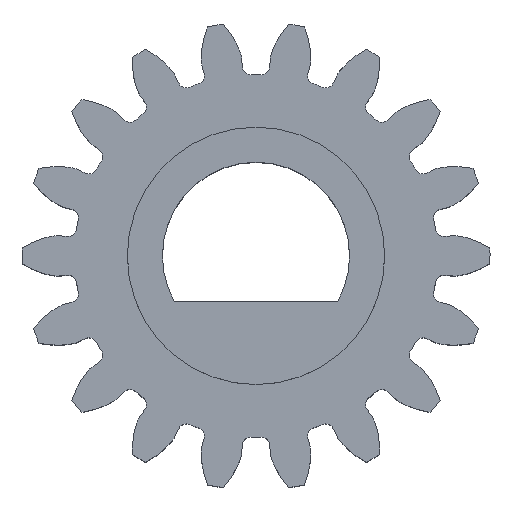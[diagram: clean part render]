
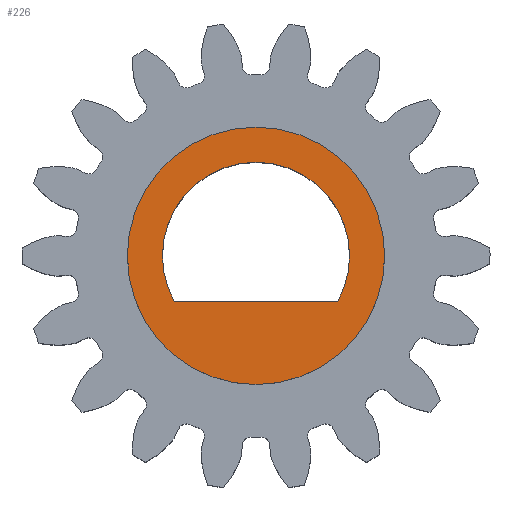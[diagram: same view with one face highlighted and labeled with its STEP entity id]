
A CAD part, top view. The second image highlights one B-rep face of the part: STEP entity #226.
In plain terms, the highlighted planar face has unit normal (0, 0, 1).
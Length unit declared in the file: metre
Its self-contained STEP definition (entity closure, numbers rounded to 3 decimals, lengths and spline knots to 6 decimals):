
#226=ADVANCED_FACE('0:6286',(#629,#630),#631,.T.);
#629=FACE_OUTER_BOUND('',#1207,.T.);
#630=FACE_BOUND('',#1208,.T.);
#631=PLANE('',#1209);
#1207=EDGE_LOOP('',(#2060,#2061));
#1208=EDGE_LOOP('',(#2062,#2063,#2064,#2065));
#1209=AXIS2_PLACEMENT_3D('',#2066,#2067,#2068);
#2060=ORIENTED_EDGE('',*,*,#4051,.F.);
#2061=ORIENTED_EDGE('',*,*,#3852,.F.);
#2062=ORIENTED_EDGE('',*,*,#3862,.F.);
#2063=ORIENTED_EDGE('',*,*,#3868,.T.);
#2064=ORIENTED_EDGE('',*,*,#3855,.F.);
#2065=ORIENTED_EDGE('',*,*,#3864,.F.);
#2066=CARTESIAN_POINT('',(0.0,0.,0.0073));
#2067=DIRECTION('',(0.0,-0.0,1.0));
#2068=DIRECTION('',(0.0,1.0,0.0));
#3852=EDGE_CURVE('',#4602,#4598,#4604,.T.);
#3855=EDGE_CURVE('',#4606,#4609,#4610,.T.);
#3862=EDGE_CURVE('0:8019',#4620,#4616,#4622,.T.);
#3864=EDGE_CURVE('',#4616,#4606,#4624,.T.);
#3868=EDGE_CURVE('0:8295',#4620,#4609,#4628,.T.);
#4051=EDGE_CURVE('0:3323',#4598,#4602,#4991,.T.);
#4598=VERTEX_POINT('',#5718);
#4602=VERTEX_POINT('',#5723);
#4604=CIRCLE('',#5726,0.0055);
#4606=VERTEX_POINT('',#5728);
#4609=VERTEX_POINT('',#5732);
#4610=CIRCLE('',#5733,0.004);
#4616=VERTEX_POINT('',#5740);
#4620=VERTEX_POINT('',#5745);
#4622=CIRCLE('',#5748,0.004);
#4624=CIRCLE('',#5750,0.004);
#4628=LINE('',#5755,#5756);
#4991=CIRCLE('',#6371,0.0055);
#5718=CARTESIAN_POINT('',(0.0055,-0.000001,0.0073));
#5723=CARTESIAN_POINT('',(-0.0055,-0.000001,0.0073));
#5726=AXIS2_PLACEMENT_3D('',#7533,#7534,#7535);
#5728=CARTESIAN_POINT('',(-0.004,-0.000001,0.0073));
#5732=CARTESIAN_POINT('',(-0.0035,-0.001938,0.0073));
#5733=AXIS2_PLACEMENT_3D('',#7537,#7538,#7539);
#5740=CARTESIAN_POINT('',(0.004,-0.000001,0.0073));
#5745=CARTESIAN_POINT('',(0.0035,-0.001938,0.0073));
#5748=AXIS2_PLACEMENT_3D('',#7549,#7550,#7551);
#5750=AXIS2_PLACEMENT_3D('',#7552,#7553,#7554);
#5755=CARTESIAN_POINT('',(0.,-0.001938,0.0073));
#5756=VECTOR('',#7559,1.0);
#6371=AXIS2_PLACEMENT_3D('',#7812,#7813,#7814);
#7533=CARTESIAN_POINT('',(0.,-0.000001,0.0073));
#7534=DIRECTION('',(0.0,0.0,-1.0));
#7535=DIRECTION('',(1.0,0.0,0.0));
#7537=CARTESIAN_POINT('',(0.,-0.000001,0.0073));
#7538=DIRECTION('',(0.0,-0.0,1.0));
#7539=DIRECTION('',(1.0,0.0,-0.0));
#7549=CARTESIAN_POINT('',(0.,-0.000001,0.0073));
#7550=DIRECTION('',(0.0,-0.0,1.0));
#7551=DIRECTION('',(1.0,0.0,-0.0));
#7552=CARTESIAN_POINT('',(0.,-0.000001,0.0073));
#7553=DIRECTION('',(0.0,-0.0,1.0));
#7554=DIRECTION('',(1.0,0.0,-0.0));
#7559=DIRECTION('',(-1.0,0.,0.0));
#7812=CARTESIAN_POINT('',(0.,-0.000001,0.0073));
#7813=DIRECTION('',(0.0,0.0,-1.0));
#7814=DIRECTION('',(1.0,0.0,0.0));
